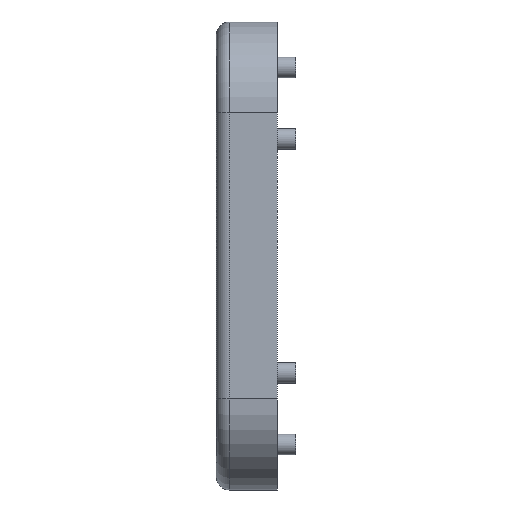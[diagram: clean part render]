
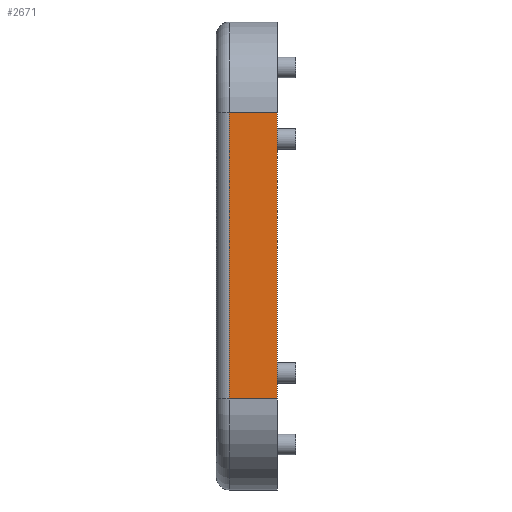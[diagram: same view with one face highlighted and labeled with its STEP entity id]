
A CAD part, left-side view. The second image highlights one B-rep face of the part: STEP entity #2671.
In plain terms, the highlighted planar face has unit normal (-1, 0, 0).
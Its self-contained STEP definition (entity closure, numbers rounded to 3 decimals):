
#98=LINE('',#4107,#250);
#198=LINE('',#4938,#350);
#201=LINE('',#4955,#353);
#206=LINE('',#4965,#358);
#250=VECTOR('',#3219,10.);
#350=VECTOR('',#3905,10.);
#353=VECTOR('',#3928,10.);
#358=VECTOR('',#3943,10.);
#659=FACE_OUTER_BOUND('',#886,.T.);
#886=EDGE_LOOP('',(#2423,#2424,#2425,#2426));
#1147=VERTEX_POINT('',#4104);
#1148=VERTEX_POINT('',#4106);
#1326=VERTEX_POINT('',#4929);
#1328=VERTEX_POINT('',#4935);
#1403=EDGE_CURVE('',#1147,#1148,#98,.T.);
#1686=EDGE_CURVE('',#1328,#1326,#198,.T.);
#1695=EDGE_CURVE('',#1328,#1147,#201,.T.);
#1700=EDGE_CURVE('',#1326,#1148,#206,.T.);
#2423=ORIENTED_EDGE('',*,*,#1686,.T.);
#2424=ORIENTED_EDGE('',*,*,#1700,.T.);
#2425=ORIENTED_EDGE('',*,*,#1403,.F.);
#2426=ORIENTED_EDGE('',*,*,#1695,.F.);
#2504=PLANE('',#3055);
#2671=ADVANCED_FACE('',(#659),#2504,.F.);
#3055=AXIS2_PLACEMENT_3D('',#4964,#3941,#3942);
#3219=DIRECTION('',(0.,0.,-1.));
#3905=DIRECTION('',(0.,0.,-1.));
#3928=DIRECTION('',(0.,-1.,0.));
#3941=DIRECTION('center_axis',(1.,0.,0.));
#3942=DIRECTION('ref_axis',(0.,0.,1.));
#3943=DIRECTION('',(0.,-1.,0.));
#4104=CARTESIAN_POINT('',(-120.,21.5,55.));
#4106=CARTESIAN_POINT('',(-120.,21.5,-55.));
#4107=CARTESIAN_POINT('',(-120.,21.5,-27.5));
#4929=CARTESIAN_POINT('',(-120.,40.,-55.));
#4935=CARTESIAN_POINT('',(-120.,40.,55.));
#4938=CARTESIAN_POINT('',(-120.,40.,-27.5));
#4955=CARTESIAN_POINT('',(-120.,45.,55.));
#4964=CARTESIAN_POINT('Origin',(-120.,45.,-55.));
#4965=CARTESIAN_POINT('',(-120.,45.,-55.));
